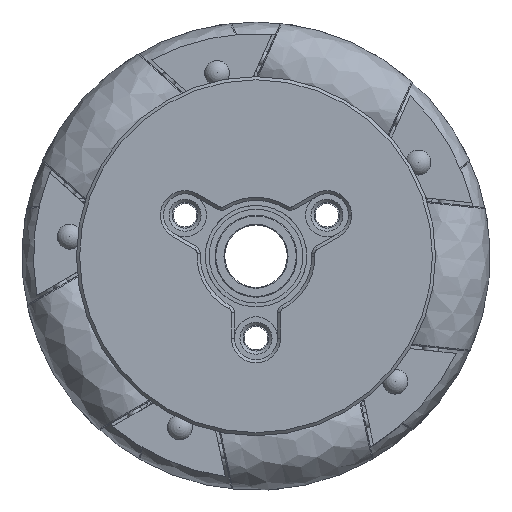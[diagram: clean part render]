
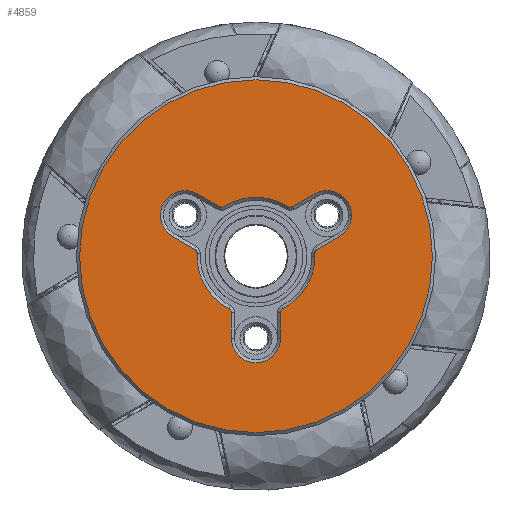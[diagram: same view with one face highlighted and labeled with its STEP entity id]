
A CAD part, front view. The second image highlights one B-rep face of the part: STEP entity #4859.
In plain terms, the highlighted face is planar.
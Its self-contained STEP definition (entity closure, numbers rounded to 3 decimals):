
#4514 = VERTEX_POINT('',#4515);
#4515 = CARTESIAN_POINT('',(3.15,10.5,-14.));
#4521 = EDGE_CURVE('',#4514,#4522,#4524,.T.);
#4522 = VERTEX_POINT('',#4523);
#4523 = CARTESIAN_POINT('',(3.15,7.236,-14.));
#4524 = LINE('',#4525,#4526);
#4525 = CARTESIAN_POINT('',(3.15,10.5,-14.));
#4526 = VECTOR('',#4527,1.);
#4527 = DIRECTION('',(-0.,-1.,-0.));
#4779 = EDGE_CURVE('',#4522,#4780,#4782,.T.);
#4780 = VERTEX_POINT('',#4781);
#4781 = CARTESIAN_POINT('',(3.474,6.703,-14.));
#4782 = CIRCLE('',#4783,0.6);
#4783 = AXIS2_PLACEMENT_3D('',#4784,#4785,#4786);
#4784 = CARTESIAN_POINT('',(3.75,7.236,-14.));
#4785 = DIRECTION('',(0.,0.,1.));
#4786 = DIRECTION('',(-1.,0.,0.));
#4840 = EDGE_CURVE('',#4841,#4514,#4843,.T.);
#4841 = VERTEX_POINT('',#4842);
#4842 = CARTESIAN_POINT('',(-3.15,10.5,-14.));
#4843 = CIRCLE('',#4844,3.15);
#4844 = AXIS2_PLACEMENT_3D('',#4845,#4846,#4847);
#4845 = CARTESIAN_POINT('',(0.,10.5,-14.));
#4846 = DIRECTION('',(0.,0.,-1.));
#4847 = DIRECTION('',(-1.,0.,-0.));
#4859 = ADVANCED_FACE('',(#4860,#5011),#5022,.F.);
#4860 = FACE_BOUND('',#4861,.F.);
#4861 = EDGE_LOOP('',(#4862,#4872,#4881,#4890,#4898,#4907,#4916,#4925,
    #4933,#4942,#4950,#4959,#4968,#4977,#4983,#4984,#4985,#4986,#4995,
    #5004));
#4862 = ORIENTED_EDGE('',*,*,#4863,.T.);
#4863 = EDGE_CURVE('',#4864,#4866,#4868,.T.);
#4864 = VERTEX_POINT('',#4865);
#4865 = CARTESIAN_POINT('',(7.842,-0.89,-14.));
#4866 = VERTEX_POINT('',#4867);
#4867 = CARTESIAN_POINT('',(10.668,-2.522,-14.));
#4868 = LINE('',#4869,#4870);
#4869 = CARTESIAN_POINT('',(7.842,-0.89,-14.));
#4870 = VECTOR('',#4871,1.);
#4871 = DIRECTION('',(0.866,-0.5,-0.));
#4872 = ORIENTED_EDGE('',*,*,#4873,.T.);
#4873 = EDGE_CURVE('',#4866,#4874,#4876,.T.);
#4874 = VERTEX_POINT('',#4875);
#4875 = CARTESIAN_POINT('',(12.243,-5.25,-14.));
#4876 = CIRCLE('',#4877,3.15);
#4877 = AXIS2_PLACEMENT_3D('',#4878,#4879,#4880);
#4878 = CARTESIAN_POINT('',(9.093,-5.25,-14.));
#4879 = DIRECTION('',(0.,0.,-1.));
#4880 = DIRECTION('',(0.5,0.866,0.));
#4881 = ORIENTED_EDGE('',*,*,#4882,.T.);
#4882 = EDGE_CURVE('',#4874,#4883,#4885,.T.);
#4883 = VERTEX_POINT('',#4884);
#4884 = CARTESIAN_POINT('',(7.518,-7.978,-14.));
#4885 = CIRCLE('',#4886,3.15);
#4886 = AXIS2_PLACEMENT_3D('',#4887,#4888,#4889);
#4887 = CARTESIAN_POINT('',(9.093,-5.25,-14.));
#4888 = DIRECTION('',(0.,0.,-1.));
#4889 = DIRECTION('',(1.,-0.,0.));
#4890 = ORIENTED_EDGE('',*,*,#4891,.T.);
#4891 = EDGE_CURVE('',#4883,#4892,#4894,.T.);
#4892 = VERTEX_POINT('',#4893);
#4893 = CARTESIAN_POINT('',(4.692,-6.346,-14.));
#4894 = LINE('',#4895,#4896);
#4895 = CARTESIAN_POINT('',(7.518,-7.978,-14.));
#4896 = VECTOR('',#4897,1.);
#4897 = DIRECTION('',(-0.866,0.5,0.));
#4898 = ORIENTED_EDGE('',*,*,#4899,.T.);
#4899 = EDGE_CURVE('',#4892,#4900,#4902,.T.);
#4900 = VERTEX_POINT('',#4901);
#4901 = CARTESIAN_POINT('',(4.068,-6.36,-14.));
#4902 = CIRCLE('',#4903,0.6);
#4903 = AXIS2_PLACEMENT_3D('',#4904,#4905,#4906);
#4904 = CARTESIAN_POINT('',(4.392,-6.866,-14.));
#4905 = DIRECTION('',(0.,-0.,1.));
#4906 = DIRECTION('',(0.5,0.866,0.));
#4907 = ORIENTED_EDGE('',*,*,#4908,.T.);
#4908 = EDGE_CURVE('',#4900,#4909,#4911,.T.);
#4909 = VERTEX_POINT('',#4910);
#4910 = CARTESIAN_POINT('',(-4.068,-6.36,-14.));
#4911 = CIRCLE('',#4912,7.55);
#4912 = AXIS2_PLACEMENT_3D('',#4913,#4914,#4915);
#4913 = CARTESIAN_POINT('',(0.,0.,-14.));
#4914 = DIRECTION('',(0.,0.,-1.));
#4915 = DIRECTION('',(0.539,-0.842,0.));
#4916 = ORIENTED_EDGE('',*,*,#4917,.T.);
#4917 = EDGE_CURVE('',#4909,#4918,#4920,.T.);
#4918 = VERTEX_POINT('',#4919);
#4919 = CARTESIAN_POINT('',(-4.692,-6.346,-14.));
#4920 = CIRCLE('',#4921,0.6);
#4921 = AXIS2_PLACEMENT_3D('',#4922,#4923,#4924);
#4922 = CARTESIAN_POINT('',(-4.392,-6.866,-14.));
#4923 = DIRECTION('',(0.,-0.,1.));
#4924 = DIRECTION('',(0.539,0.842,0.));
#4925 = ORIENTED_EDGE('',*,*,#4926,.T.);
#4926 = EDGE_CURVE('',#4918,#4927,#4929,.T.);
#4927 = VERTEX_POINT('',#4928);
#4928 = CARTESIAN_POINT('',(-7.518,-7.978,-14.));
#4929 = LINE('',#4930,#4931);
#4930 = CARTESIAN_POINT('',(-4.692,-6.346,-14.));
#4931 = VECTOR('',#4932,1.);
#4932 = DIRECTION('',(-0.866,-0.5,-0.));
#4933 = ORIENTED_EDGE('',*,*,#4934,.T.);
#4934 = EDGE_CURVE('',#4927,#4935,#4937,.T.);
#4935 = VERTEX_POINT('',#4936);
#4936 = CARTESIAN_POINT('',(-10.668,-2.522,-14.));
#4937 = CIRCLE('',#4938,3.15);
#4938 = AXIS2_PLACEMENT_3D('',#4939,#4940,#4941);
#4939 = CARTESIAN_POINT('',(-9.093,-5.25,-14.));
#4940 = DIRECTION('',(0.,0.,-1.));
#4941 = DIRECTION('',(0.5,-0.866,0.));
#4942 = ORIENTED_EDGE('',*,*,#4943,.T.);
#4943 = EDGE_CURVE('',#4935,#4944,#4946,.T.);
#4944 = VERTEX_POINT('',#4945);
#4945 = CARTESIAN_POINT('',(-7.842,-0.89,-14.));
#4946 = LINE('',#4947,#4948);
#4947 = CARTESIAN_POINT('',(-10.668,-2.522,-14.));
#4948 = VECTOR('',#4949,1.);
#4949 = DIRECTION('',(0.866,0.5,0.));
#4950 = ORIENTED_EDGE('',*,*,#4951,.T.);
#4951 = EDGE_CURVE('',#4944,#4952,#4954,.T.);
#4952 = VERTEX_POINT('',#4953);
#4953 = CARTESIAN_POINT('',(-7.542,-0.343,-14.));
#4954 = CIRCLE('',#4955,0.6);
#4955 = AXIS2_PLACEMENT_3D('',#4956,#4957,#4958);
#4956 = CARTESIAN_POINT('',(-8.142,-0.37,-14.));
#4957 = DIRECTION('',(-0.,0.,1.));
#4958 = DIRECTION('',(0.5,-0.866,0.));
#4959 = ORIENTED_EDGE('',*,*,#4960,.T.);
#4960 = EDGE_CURVE('',#4952,#4961,#4963,.T.);
#4961 = VERTEX_POINT('',#4962);
#4962 = CARTESIAN_POINT('',(-3.474,6.703,-14.));
#4963 = CIRCLE('',#4964,7.55);
#4964 = AXIS2_PLACEMENT_3D('',#4965,#4966,#4967);
#4965 = CARTESIAN_POINT('',(0.,0.,-14.));
#4966 = DIRECTION('',(0.,0.,-1.));
#4967 = DIRECTION('',(-0.999,-0.045,-0.));
#4968 = ORIENTED_EDGE('',*,*,#4969,.T.);
#4969 = EDGE_CURVE('',#4961,#4970,#4972,.T.);
#4970 = VERTEX_POINT('',#4971);
#4971 = CARTESIAN_POINT('',(-3.15,7.236,-14.));
#4972 = CIRCLE('',#4973,0.6);
#4973 = AXIS2_PLACEMENT_3D('',#4974,#4975,#4976);
#4974 = CARTESIAN_POINT('',(-3.75,7.236,-14.));
#4975 = DIRECTION('',(-0.,0.,1.));
#4976 = DIRECTION('',(0.46,-0.888,0.));
#4977 = ORIENTED_EDGE('',*,*,#4978,.T.);
#4978 = EDGE_CURVE('',#4970,#4841,#4979,.T.);
#4979 = LINE('',#4980,#4981);
#4980 = CARTESIAN_POINT('',(-3.15,7.236,-14.));
#4981 = VECTOR('',#4982,1.);
#4982 = DIRECTION('',(0.,1.,0.));
#4983 = ORIENTED_EDGE('',*,*,#4840,.T.);
#4984 = ORIENTED_EDGE('',*,*,#4521,.T.);
#4985 = ORIENTED_EDGE('',*,*,#4779,.T.);
#4986 = ORIENTED_EDGE('',*,*,#4987,.T.);
#4987 = EDGE_CURVE('',#4780,#4988,#4990,.T.);
#4988 = VERTEX_POINT('',#4989);
#4989 = CARTESIAN_POINT('',(7.55,0.,-14.));
#4990 = CIRCLE('',#4991,7.55);
#4991 = AXIS2_PLACEMENT_3D('',#4992,#4993,#4994);
#4992 = CARTESIAN_POINT('',(0.,0.,-14.));
#4993 = DIRECTION('',(0.,0.,-1.));
#4994 = DIRECTION('',(0.46,0.888,0.));
#4995 = ORIENTED_EDGE('',*,*,#4996,.T.);
#4996 = EDGE_CURVE('',#4988,#4997,#4999,.T.);
#4997 = VERTEX_POINT('',#4998);
#4998 = CARTESIAN_POINT('',(7.542,-0.343,-14.));
#4999 = CIRCLE('',#5000,7.55);
#5000 = AXIS2_PLACEMENT_3D('',#5001,#5002,#5003);
#5001 = CARTESIAN_POINT('',(0.,0.,-14.));
#5002 = DIRECTION('',(0.,0.,-1.));
#5003 = DIRECTION('',(1.,0.,0.));
#5004 = ORIENTED_EDGE('',*,*,#5005,.T.);
#5005 = EDGE_CURVE('',#4997,#4864,#5006,.T.);
#5006 = CIRCLE('',#5007,0.6);
#5007 = AXIS2_PLACEMENT_3D('',#5008,#5009,#5010);
#5008 = CARTESIAN_POINT('',(8.142,-0.37,-14.));
#5009 = DIRECTION('',(0.,0.,1.));
#5010 = DIRECTION('',(-0.999,0.045,0.));
#5011 = FACE_BOUND('',#5012,.F.);
#5012 = EDGE_LOOP('',(#5013));
#5013 = ORIENTED_EDGE('',*,*,#5014,.F.);
#5014 = EDGE_CURVE('',#5015,#5015,#5017,.T.);
#5015 = VERTEX_POINT('',#5016);
#5016 = CARTESIAN_POINT('',(22.6,0.,-14.));
#5017 = CIRCLE('',#5018,22.6);
#5018 = AXIS2_PLACEMENT_3D('',#5019,#5020,#5021);
#5019 = CARTESIAN_POINT('',(0.,0.,-14.));
#5020 = DIRECTION('',(0.,0.,-1.));
#5021 = DIRECTION('',(1.,0.,0.));
#5022 = PLANE('',#5023);
#5023 = AXIS2_PLACEMENT_3D('',#5024,#5025,#5026);
#5024 = CARTESIAN_POINT('',(0.,0.,-14.));
#5025 = DIRECTION('',(0.,0.,1.));
#5026 = DIRECTION('',(0.,1.,0.));
